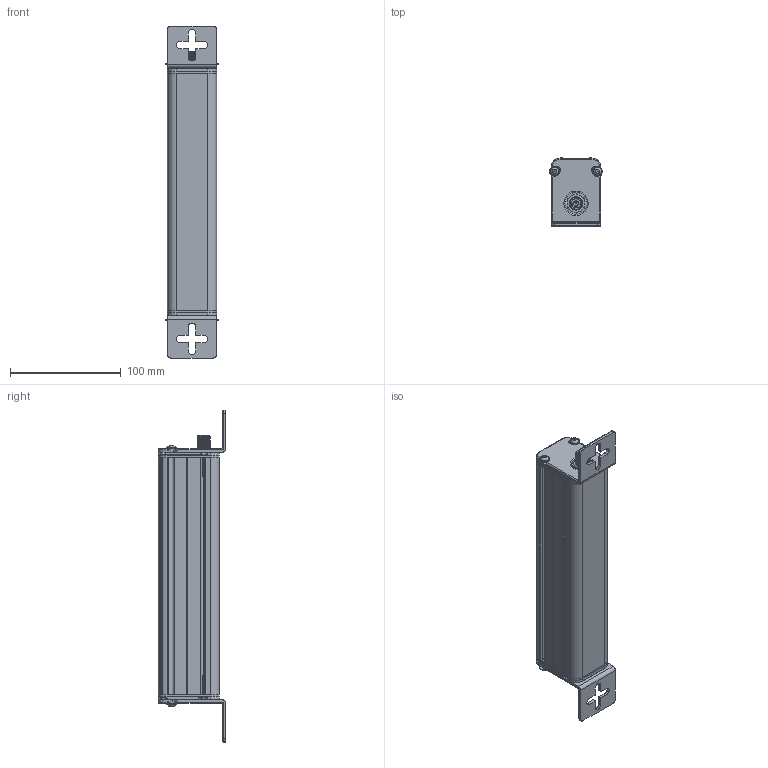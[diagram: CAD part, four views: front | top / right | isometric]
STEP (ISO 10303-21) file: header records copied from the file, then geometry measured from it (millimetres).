
FILE_DESCRIPTION (( 'STEP AP214' ), '1' );
FILE_NAME ('053B-301 TX HEAD.STEP', '2016-07-05T07:59:31', ( '' ), ( '' ), 'SwSTEP 2.0', 'SolidWorks 2016', '' );
FILE_SCHEMA (( 'AUTOMOTIVE_DESIGN' ));
Length unit declared in the file: millimetre
Products named in the file (2): 053B-301 TX HEAD
Bounding box: 47.5 x 61.11 x 300 mm (x, y, z)
Volume: 183165.1 mm3; surface area: 171361.5 mm2
Topology: 32 solids, 32 shells, 1574 faces, 4164 edges, 2676 vertices
Faces by surface type: cylinder 998, plane 406, torus 86, sphere 40, bspline 28, cone 16
Entity records: 94781 total; most frequent: CARTESIAN_POINT 39996, ORIENTED_EDGE 8304, DIRECTION 7569, EDGE_CURVE 4152, AXIS2_PLACEMENT_3D 2938, VERTEX_POINT 2672, LINE 1693, VECTOR 1693
